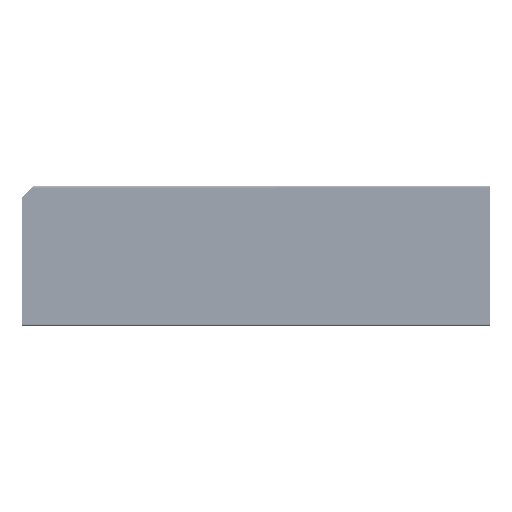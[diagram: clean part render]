
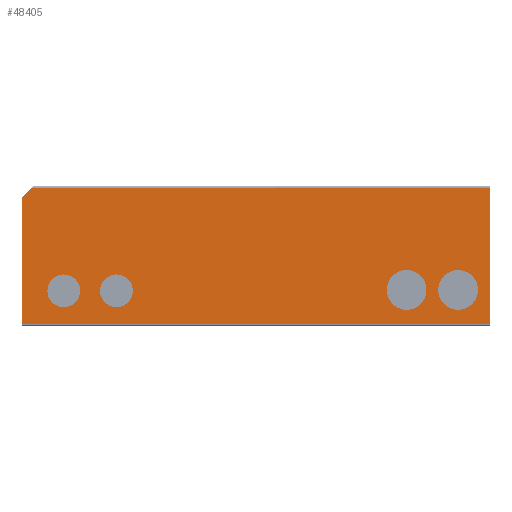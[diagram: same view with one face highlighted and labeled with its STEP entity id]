
A CAD part, front view. The second image highlights one B-rep face of the part: STEP entity #48405.
In plain terms, the highlighted face is planar.
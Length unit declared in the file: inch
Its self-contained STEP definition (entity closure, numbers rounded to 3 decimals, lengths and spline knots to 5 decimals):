
#413 = CARTESIAN_POINT ( 'NONE',  ( -8.84375, 4.28291, -15.74803 ) ) ;
#581 = ORIENTED_EDGE ( 'NONE', *, *, #54012, .F. ) ;
#1150 = FACE_OUTER_BOUND ( 'NONE', #42342, .T. ) ;
#1186 = CARTESIAN_POINT ( 'NONE',  ( -8.84375, 1.17267, -2.80512 ) ) ;
#1323 = CIRCLE ( 'NONE', #14626, 0.59055 ) ;
#2083 = CARTESIAN_POINT ( 'NONE',  ( -8.84375, 1.17267, -1.07283 ) ) ;
#2271 = DIRECTION ( 'NONE',  ( -1., 0., 0. ) ) ;
#2348 = ORIENTED_EDGE ( 'NONE', *, *, #50795, .F. ) ;
#4218 = EDGE_LOOP ( 'NONE', ( #5870, #31642 ) ) ;
#4659 = CARTESIAN_POINT ( 'NONE',  ( -8.84375, 0.6707, -12.57031 ) ) ;
#4801 = EDGE_CURVE ( 'NONE', #14086, #6855, #19827, .T. ) ;
#5870 = ORIENTED_EDGE ( 'NONE', *, *, #48151, .F. ) ;
#6774 = AXIS2_PLACEMENT_3D ( 'NONE', #19956, #53991, #34208 ) ;
#6855 = VERTEX_POINT ( 'NONE', #6940 ) ;
#6940 = CARTESIAN_POINT ( 'NONE',  ( -8.84375, 0.02, 0. ) ) ;
#7049 = CARTESIAN_POINT ( 'NONE',  ( -8.84375, 0.02, -15.74803 ) ) ;
#7068 = ORIENTED_EDGE ( 'NONE', *, *, #56064, .F. ) ;
#8564 = CARTESIAN_POINT ( 'NONE',  ( -8.84375, 4.67661, 0. ) ) ;
#8940 = VERTEX_POINT ( 'NONE', #18492 ) ;
#9376 = VERTEX_POINT ( 'NONE', #57340 ) ;
#10534 = CIRCLE ( 'NONE', #39070, 0.47244 ) ;
#12550 = AXIS2_PLACEMENT_3D ( 'NONE', #28800, #62882, #14315 ) ;
#12642 = AXIS2_PLACEMENT_3D ( 'NONE', #1186, #30284, #20934 ) ;
#13754 = EDGE_LOOP ( 'NONE', ( #53579, #44139 ) ) ;
#13781 = DIRECTION ( 'NONE',  ( -1., 0., 0. ) ) ;
#14086 = VERTEX_POINT ( 'NONE', #21545 ) ;
#14233 = FACE_BOUND ( 'NONE', #48228, .T. ) ;
#14315 = DIRECTION ( 'NONE',  ( 0., 1., 0. ) ) ;
#14319 = DIRECTION ( 'NONE',  ( 0., 0.707, 0.707 ) ) ;
#14626 = AXIS2_PLACEMENT_3D ( 'NONE', #2083, #32230, #42040 ) ;
#15643 = DIRECTION ( 'NONE',  ( -1., 0., 0. ) ) ;
#15803 = DIRECTION ( 'NONE',  ( 0., 1., 0. ) ) ;
#16236 = CARTESIAN_POINT ( 'NONE',  ( -8.84375, 0.02, 0. ) ) ;
#16807 = LINE ( 'NONE', #41291, #43566 ) ;
#16985 = DIRECTION ( 'NONE',  ( 0., 1., 0. ) ) ;
#17385 = CIRCLE ( 'NONE', #47998, 0.47244 ) ;
#17712 = ORIENTED_EDGE ( 'NONE', *, *, #46451, .F. ) ;
#18492 = CARTESIAN_POINT ( 'NONE',  ( -8.84375, 1.76322, -2.80512 ) ) ;
#18762 = EDGE_CURVE ( 'NONE', #23578, #58379, #16807, .T. ) ;
#19433 = CARTESIAN_POINT ( 'NONE',  ( -8.84375, 4.92493, -15.10601 ) ) ;
#19827 = LINE ( 'NONE', #8564, #28189 ) ;
#19956 = CARTESIAN_POINT ( 'NONE',  ( -8.84375, 0., 0. ) ) ;
#20091 = CARTESIAN_POINT ( 'NONE',  ( -8.84375, 1.14314, -12.57031 ) ) ;
#20934 = DIRECTION ( 'NONE',  ( 0., 1., 0. ) ) ;
#21396 = VECTOR ( 'NONE', #50252, 39.37008 ) ;
#21445 = AXIS2_PLACEMENT_3D ( 'NONE', #20091, #54746, #15803 ) ;
#21545 = CARTESIAN_POINT ( 'NONE',  ( -8.84375, 4.60881, 0. ) ) ;
#21624 = VERTEX_POINT ( 'NONE', #35105 ) ;
#23578 = VERTEX_POINT ( 'NONE', #7049 ) ;
#24232 = EDGE_LOOP ( 'NONE', ( #581, #17712 ) ) ;
#26202 = VECTOR ( 'NONE', #57042, 39.37008 ) ;
#27458 = CARTESIAN_POINT ( 'NONE',  ( -8.84375, 4.60881, 0. ) ) ;
#28189 = VECTOR ( 'NONE', #57606, 39.37008 ) ;
#28484 = CARTESIAN_POINT ( 'NONE',  ( -8.84375, 1.17267, -2.80512 ) ) ;
#28800 = CARTESIAN_POINT ( 'NONE',  ( -8.84375, 1.17267, -1.07283 ) ) ;
#29924 = ORIENTED_EDGE ( 'NONE', *, *, #59151, .F. ) ;
#30284 = DIRECTION ( 'NONE',  ( -1., 0., 0. ) ) ;
#30967 = VERTEX_POINT ( 'NONE', #4659 ) ;
#31017 = CIRCLE ( 'NONE', #35865, 0.59055 ) ;
#31642 = ORIENTED_EDGE ( 'NONE', *, *, #58968, .F. ) ;
#32230 = DIRECTION ( 'NONE',  ( -1., 0., 0. ) ) ;
#34208 = DIRECTION ( 'NONE',  ( 0., 1., 0. ) ) ;
#34225 = VERTEX_POINT ( 'NONE', #42304 ) ;
#34440 = CARTESIAN_POINT ( 'NONE',  ( -8.84375, 4.60881, -15.42213 ) ) ;
#34824 = FACE_BOUND ( 'NONE', #4218, .T. ) ;
#35105 = CARTESIAN_POINT ( 'NONE',  ( -8.84375, 1.61559, -12.57031 ) ) ;
#35865 = AXIS2_PLACEMENT_3D ( 'NONE', #28484, #53133, #57868 ) ;
#36392 = ORIENTED_EDGE ( 'NONE', *, *, #4801, .F. ) ;
#38174 = CIRCLE ( 'NONE', #21445, 0.47244 ) ;
#38716 = VERTEX_POINT ( 'NONE', #34440 ) ;
#39070 = AXIS2_PLACEMENT_3D ( 'NONE', #40120, #15643, #49704 ) ;
#39178 = LINE ( 'NONE', #27458, #26202 ) ;
#40120 = CARTESIAN_POINT ( 'NONE',  ( -8.84375, 1.14314, -14.34196 ) ) ;
#41291 = CARTESIAN_POINT ( 'NONE',  ( -8.84375, 0., -15.74803 ) ) ;
#41600 = CIRCLE ( 'NONE', #60879, 0.47244 ) ;
#42040 = DIRECTION ( 'NONE',  ( 0., 1., 0. ) ) ;
#42304 = CARTESIAN_POINT ( 'NONE',  ( -8.84375, 0.58212, -2.80512 ) ) ;
#42342 = EDGE_LOOP ( 'NONE', ( #45408, #59478, #52055, #29924, #36392 ) ) ;
#43216 = FACE_BOUND ( 'NONE', #24232, .T. ) ;
#43275 = EDGE_CURVE ( 'NONE', #58379, #38716, #45818, .T. ) ;
#43281 = CIRCLE ( 'NONE', #12550, 0.59055 ) ;
#43566 = VECTOR ( 'NONE', #16985, 39.37008 ) ;
#44139 = ORIENTED_EDGE ( 'NONE', *, *, #46897, .F. ) ;
#44312 = VECTOR ( 'NONE', #14319, 39.37008 ) ;
#45408 = ORIENTED_EDGE ( 'NONE', *, *, #49988, .T. ) ;
#45818 = LINE ( 'NONE', #19433, #44312 ) ;
#45823 = CIRCLE ( 'NONE', #12642, 0.59055 ) ;
#46451 = EDGE_CURVE ( 'NONE', #30967, #21624, #17385, .T. ) ;
#46897 = EDGE_CURVE ( 'NONE', #9376, #55527, #1323, .T. ) ;
#47998 = AXIS2_PLACEMENT_3D ( 'NONE', #57648, #13781, #53123 ) ;
#48151 = EDGE_CURVE ( 'NONE', #8940, #34225, #31017, .T. ) ;
#48228 = EDGE_LOOP ( 'NONE', ( #2348, #7068 ) ) ;
#48405 = ADVANCED_FACE ( 'NONE', ( #43216, #14233, #56141, #34824, #1150 ), #53575, .F. ) ;
#48940 = CARTESIAN_POINT ( 'NONE',  ( -8.84375, 1.76322, -1.07283 ) ) ;
#49704 = DIRECTION ( 'NONE',  ( 0., 1., 0. ) ) ;
#49988 = EDGE_CURVE ( 'NONE', #14086, #38716, #39178, .T. ) ;
#50252 = DIRECTION ( 'NONE',  ( 0., 0., -1. ) ) ;
#50795 = EDGE_CURVE ( 'NONE', #61904, #62741, #41600, .T. ) ;
#50903 = CARTESIAN_POINT ( 'NONE',  ( -8.84375, 1.14314, -14.34196 ) ) ;
#52055 = ORIENTED_EDGE ( 'NONE', *, *, #18762, .F. ) ;
#53123 = DIRECTION ( 'NONE',  ( 0., 1., 0. ) ) ;
#53133 = DIRECTION ( 'NONE',  ( -1., 0., 0. ) ) ;
#53575 = PLANE ( 'NONE',  #6774 ) ;
#53579 = ORIENTED_EDGE ( 'NONE', *, *, #56480, .F. ) ;
#53991 = DIRECTION ( 'NONE',  ( 1., 0., 0. ) ) ;
#54012 = EDGE_CURVE ( 'NONE', #21624, #30967, #38174, .T. ) ;
#54203 = CARTESIAN_POINT ( 'NONE',  ( -8.84375, 1.61559, -14.34196 ) ) ;
#54439 = CARTESIAN_POINT ( 'NONE',  ( -8.84375, 0.6707, -14.34196 ) ) ;
#54746 = DIRECTION ( 'NONE',  ( -1., 0., 0. ) ) ;
#55527 = VERTEX_POINT ( 'NONE', #48940 ) ;
#56064 = EDGE_CURVE ( 'NONE', #62741, #61904, #10534, .T. ) ;
#56141 = FACE_BOUND ( 'NONE', #13754, .T. ) ;
#56480 = EDGE_CURVE ( 'NONE', #55527, #9376, #43281, .T. ) ;
#57042 = DIRECTION ( 'NONE',  ( 0., 0., -1. ) ) ;
#57340 = CARTESIAN_POINT ( 'NONE',  ( -8.84375, 0.58212, -1.07283 ) ) ;
#57606 = DIRECTION ( 'NONE',  ( 0., -1., 0. ) ) ;
#57648 = CARTESIAN_POINT ( 'NONE',  ( -8.84375, 1.14314, -12.57031 ) ) ;
#57868 = DIRECTION ( 'NONE',  ( 0., 1., 0. ) ) ;
#57997 = LINE ( 'NONE', #16236, #21396 ) ;
#58379 = VERTEX_POINT ( 'NONE', #413 ) ;
#58968 = EDGE_CURVE ( 'NONE', #34225, #8940, #45823, .T. ) ;
#59151 = EDGE_CURVE ( 'NONE', #6855, #23578, #57997, .T. ) ;
#59478 = ORIENTED_EDGE ( 'NONE', *, *, #43275, .F. ) ;
#60729 = DIRECTION ( 'NONE',  ( 0., 1., 0. ) ) ;
#60879 = AXIS2_PLACEMENT_3D ( 'NONE', #50903, #2271, #60729 ) ;
#61904 = VERTEX_POINT ( 'NONE', #54203 ) ;
#62741 = VERTEX_POINT ( 'NONE', #54439 ) ;
#62882 = DIRECTION ( 'NONE',  ( -1., 0., 0. ) ) ;
